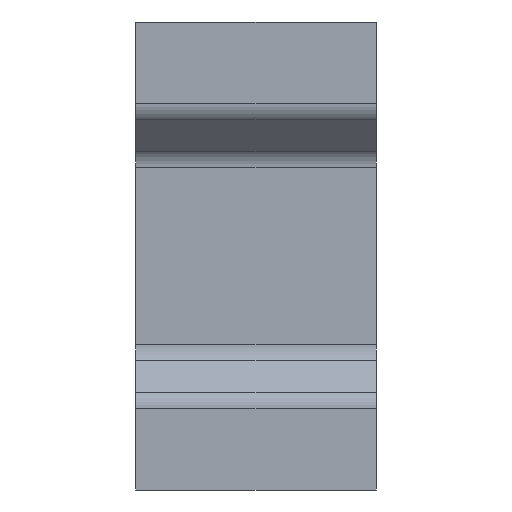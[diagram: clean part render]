
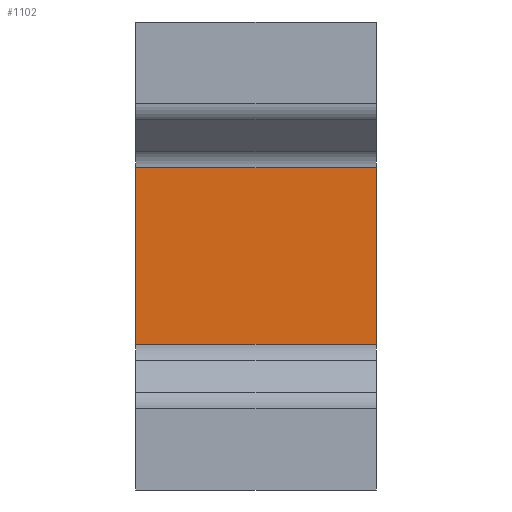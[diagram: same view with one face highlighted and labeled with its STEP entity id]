
A CAD part, front view. The second image highlights one B-rep face of the part: STEP entity #1102.
In plain terms, the highlighted planar face has unit normal (0, -1, 0).
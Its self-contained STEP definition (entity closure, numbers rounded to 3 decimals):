
#4 = LINE ( 'NONE', #507, #33 ) ;
#28 = DIRECTION ( 'NONE',  ( 0., 0., -1. ) ) ;
#33 = VECTOR ( 'NONE', #1246, 1000. ) ;
#34 = VECTOR ( 'NONE', #546, 1000. ) ;
#40 = LINE ( 'NONE', #873, #1208 ) ;
#61 = EDGE_CURVE ( 'NONE', #196, #759, #1214, .T. ) ;
#71 = CARTESIAN_POINT ( 'NONE',  ( 2.65, 0.517, -5.319 ) ) ;
#79 = EDGE_CURVE ( 'NONE', #671, #279, #954, .T. ) ;
#81 = VECTOR ( 'NONE', #304, 1000. ) ;
#97 = DIRECTION ( 'NONE',  ( 0., 0., 1. ) ) ;
#149 = FACE_OUTER_BOUND ( 'NONE', #482, .T. ) ;
#193 = CARTESIAN_POINT ( 'NONE',  ( -2.65, 0.517, 0. ) ) ;
#195 = LINE ( 'NONE', #1237, #81 ) ;
#196 = VERTEX_POINT ( 'NONE', #1127 ) ;
#210 = VERTEX_POINT ( 'NONE', #596 ) ;
#211 = DIRECTION ( 'NONE',  ( 0., 0., -1. ) ) ;
#214 = VECTOR ( 'NONE', #1137, 1000. ) ;
#221 = CARTESIAN_POINT ( 'NONE',  ( 2.65, 0.517, -5.319 ) ) ;
#246 = LINE ( 'NONE', #754, #361 ) ;
#254 = VERTEX_POINT ( 'NONE', #1203 ) ;
#269 = ORIENTED_EDGE ( 'NONE', *, *, #1052, .F. ) ;
#279 = VERTEX_POINT ( 'NONE', #398 ) ;
#293 = ORIENTED_EDGE ( 'NONE', *, *, #583, .F. ) ;
#303 = EDGE_CURVE ( 'NONE', #683, #210, #4, .T. ) ;
#304 = DIRECTION ( 'NONE',  ( 1., 0., 0. ) ) ;
#308 = DIRECTION ( 'NONE',  ( 0., 1., 0. ) ) ;
#322 = AXIS2_PLACEMENT_3D ( 'NONE', #1068, #308, #97 ) ;
#334 = EDGE_CURVE ( 'NONE', #738, #977, #631, .T. ) ;
#360 = CARTESIAN_POINT ( 'NONE',  ( -2.66, 0.517, -1.64 ) ) ;
#361 = VECTOR ( 'NONE', #1163, 1000. ) ;
#379 = ORIENTED_EDGE ( 'NONE', *, *, #559, .F. ) ;
#396 = CARTESIAN_POINT ( 'NONE',  ( 2.66, 0.517, -5.112 ) ) ;
#398 = CARTESIAN_POINT ( 'NONE',  ( -2.65, 0.517, -1.64 ) ) ;
#430 = DIRECTION ( 'NONE',  ( 0., 0., -1. ) ) ;
#447 = DIRECTION ( 'NONE',  ( -1., 0., 0. ) ) ;
#482 = EDGE_LOOP ( 'NONE', ( #573, #668, #1146, #379, #1105, #1285, #973, #837, #269, #293, #1291, #1063 ) ) ;
#496 = LINE ( 'NONE', #812, #1233 ) ;
#505 = VECTOR ( 'NONE', #447, 1000. ) ;
#507 = CARTESIAN_POINT ( 'NONE',  ( 2.65, 0.517, 0. ) ) ;
#525 = CARTESIAN_POINT ( 'NONE',  ( 2.66, 0.517, -1.64 ) ) ;
#532 = LINE ( 'NONE', #942, #715 ) ;
#546 = DIRECTION ( 'NONE',  ( 0., 0., -1. ) ) ;
#556 = PLANE ( 'NONE',  #322 ) ;
#559 = EDGE_CURVE ( 'NONE', #721, #279, #195, .T. ) ;
#571 = EDGE_CURVE ( 'NONE', #254, #196, #1331, .T. ) ;
#573 = ORIENTED_EDGE ( 'NONE', *, *, #303, .F. ) ;
#583 = EDGE_CURVE ( 'NONE', #977, #1056, #246, .T. ) ;
#596 = CARTESIAN_POINT ( 'NONE',  ( 2.65, 0.517, -1.64 ) ) ;
#629 = DIRECTION ( 'NONE',  ( 1., 0., 0. ) ) ;
#631 = LINE ( 'NONE', #1239, #670 ) ;
#668 = ORIENTED_EDGE ( 'NONE', *, *, #829, .T. ) ;
#670 = VECTOR ( 'NONE', #211, 1000. ) ;
#671 = VERTEX_POINT ( 'NONE', #887 ) ;
#683 = VERTEX_POINT ( 'NONE', #1199 ) ;
#715 = VECTOR ( 'NONE', #430, 1000. ) ;
#721 = VERTEX_POINT ( 'NONE', #360 ) ;
#738 = VERTEX_POINT ( 'NONE', #1081 ) ;
#754 = CARTESIAN_POINT ( 'NONE',  ( 2.66, 0.517, -5.112 ) ) ;
#759 = VERTEX_POINT ( 'NONE', #818 ) ;
#800 = EDGE_CURVE ( 'NONE', #254, #721, #496, .T. ) ;
#812 = CARTESIAN_POINT ( 'NONE',  ( -2.66, 0.517, -5.112 ) ) ;
#818 = CARTESIAN_POINT ( 'NONE',  ( -2.65, 0.517, -5.319 ) ) ;
#829 = EDGE_CURVE ( 'NONE', #683, #671, #40, .T. ) ;
#837 = ORIENTED_EDGE ( 'NONE', *, *, #990, .T. ) ;
#873 = CARTESIAN_POINT ( 'NONE',  ( -2.65, 0.517, -1.433 ) ) ;
#886 = VERTEX_POINT ( 'NONE', #71 ) ;
#887 = CARTESIAN_POINT ( 'NONE',  ( -2.65, 0.517, -1.433 ) ) ;
#937 = LINE ( 'NONE', #221, #214 ) ;
#942 = CARTESIAN_POINT ( 'NONE',  ( 2.65, 0.517, 0. ) ) ;
#954 = LINE ( 'NONE', #1054, #1143 ) ;
#958 = EDGE_CURVE ( 'NONE', #738, #210, #1055, .T. ) ;
#973 = ORIENTED_EDGE ( 'NONE', *, *, #61, .T. ) ;
#977 = VERTEX_POINT ( 'NONE', #396 ) ;
#990 = EDGE_CURVE ( 'NONE', #759, #886, #937, .T. ) ;
#1044 = DIRECTION ( 'NONE',  ( -1., 0., 0. ) ) ;
#1049 = CARTESIAN_POINT ( 'NONE',  ( 2.65, 0.517, -5.112 ) ) ;
#1052 = EDGE_CURVE ( 'NONE', #1056, #886, #532, .T. ) ;
#1054 = CARTESIAN_POINT ( 'NONE',  ( -2.65, 0.517, 0. ) ) ;
#1055 = LINE ( 'NONE', #525, #505 ) ;
#1056 = VERTEX_POINT ( 'NONE', #1049 ) ;
#1063 = ORIENTED_EDGE ( 'NONE', *, *, #958, .T. ) ;
#1068 = CARTESIAN_POINT ( 'NONE',  ( 2.65, 0.517, 0. ) ) ;
#1081 = CARTESIAN_POINT ( 'NONE',  ( 2.66, 0.517, -1.64 ) ) ;
#1102 = ADVANCED_FACE ( 'NONE', ( #149 ), #556, .F. ) ;
#1105 = ORIENTED_EDGE ( 'NONE', *, *, #800, .F. ) ;
#1111 = CARTESIAN_POINT ( 'NONE',  ( -2.66, 0.517, -5.112 ) ) ;
#1127 = CARTESIAN_POINT ( 'NONE',  ( -2.65, 0.517, -5.112 ) ) ;
#1137 = DIRECTION ( 'NONE',  ( 1., 0., 0. ) ) ;
#1143 = VECTOR ( 'NONE', #28, 1000. ) ;
#1146 = ORIENTED_EDGE ( 'NONE', *, *, #79, .T. ) ;
#1163 = DIRECTION ( 'NONE',  ( -1., 0., 0. ) ) ;
#1199 = CARTESIAN_POINT ( 'NONE',  ( 2.65, 0.517, -1.433 ) ) ;
#1203 = CARTESIAN_POINT ( 'NONE',  ( -2.66, 0.517, -5.112 ) ) ;
#1208 = VECTOR ( 'NONE', #1044, 1000. ) ;
#1214 = LINE ( 'NONE', #193, #34 ) ;
#1222 = VECTOR ( 'NONE', #629, 1000. ) ;
#1233 = VECTOR ( 'NONE', #1322, 1000. ) ;
#1237 = CARTESIAN_POINT ( 'NONE',  ( -2.66, 0.517, -1.64 ) ) ;
#1239 = CARTESIAN_POINT ( 'NONE',  ( 2.66, 0.517, -1.64 ) ) ;
#1246 = DIRECTION ( 'NONE',  ( 0., 0., -1. ) ) ;
#1285 = ORIENTED_EDGE ( 'NONE', *, *, #571, .T. ) ;
#1291 = ORIENTED_EDGE ( 'NONE', *, *, #334, .F. ) ;
#1322 = DIRECTION ( 'NONE',  ( 0., 0., 1. ) ) ;
#1331 = LINE ( 'NONE', #1111, #1222 ) ;
